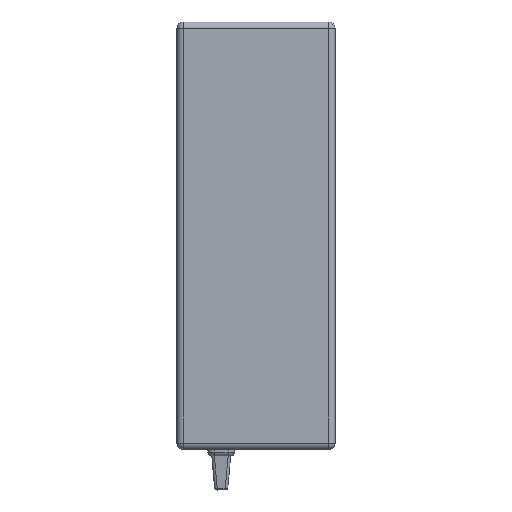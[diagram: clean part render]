
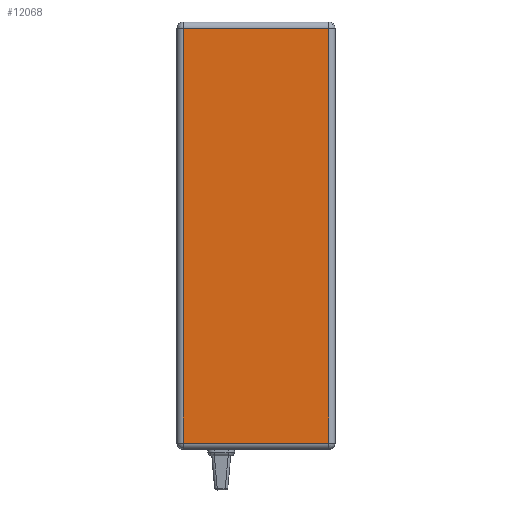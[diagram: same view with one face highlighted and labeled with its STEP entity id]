
A CAD part, top view. The second image highlights one B-rep face of the part: STEP entity #12068.
In plain terms, the highlighted planar face has unit normal (0, 0, 1).
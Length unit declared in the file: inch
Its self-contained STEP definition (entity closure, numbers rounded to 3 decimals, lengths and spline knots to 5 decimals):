
#1254=FACE_OUTER_BOUND('',#1898,.T.);
#1898=EDGE_LOOP('',(#7996,#7997,#7998,#7999));
#2578=LINE('',#17667,#3670);
#2590=LINE('',#17700,#3682);
#2591=LINE('',#17702,#3683);
#2592=LINE('',#17703,#3684);
#3670=VECTOR('',#14097,0.90551);
#3682=VECTOR('',#14129,2.58268);
#3683=VECTOR('',#14130,2.58268);
#3684=VECTOR('',#14131,0.90551);
#4764=VERTEX_POINT('',#17663);
#4765=VERTEX_POINT('',#17665);
#4776=VERTEX_POINT('',#17699);
#4777=VERTEX_POINT('',#17701);
#6065=EDGE_CURVE('',#4764,#4765,#2578,.T.);
#6081=EDGE_CURVE('',#4776,#4764,#2590,.T.);
#6082=EDGE_CURVE('',#4765,#4777,#2591,.T.);
#6083=EDGE_CURVE('',#4777,#4776,#2592,.T.);
#7996=ORIENTED_EDGE('',*,*,#6081,.T.);
#7997=ORIENTED_EDGE('',*,*,#6065,.T.);
#7998=ORIENTED_EDGE('',*,*,#6082,.T.);
#7999=ORIENTED_EDGE('',*,*,#6083,.T.);
#11760=PLANE('',#12848);
#12068=ADVANCED_FACE('',(#1254),#11760,.T.);
#12848=AXIS2_PLACEMENT_3D('',#17698,#14127,#14128);
#14097=DIRECTION('',(1.,0.,0.));
#14127=DIRECTION('center_axis',(0.,0.,1.));
#14128=DIRECTION('ref_axis',(1.,0.,0.));
#14129=DIRECTION('',(0.,-1.,0.));
#14130=DIRECTION('',(0.,1.,0.));
#14131=DIRECTION('',(-1.,0.,0.));
#17663=CARTESIAN_POINT('',(-0.45276,-1.24016,0.45276));
#17665=CARTESIAN_POINT('',(0.45276,-1.24016,0.45276));
#17667=CARTESIAN_POINT('',(-0.45276,-1.24016,0.45276));
#17698=CARTESIAN_POINT('Origin',(0.,0.,0.45276));
#17699=CARTESIAN_POINT('',(-0.45276,1.34252,0.45276));
#17700=CARTESIAN_POINT('',(-0.45276,1.34252,0.45276));
#17701=CARTESIAN_POINT('',(0.45276,1.34252,0.45276));
#17702=CARTESIAN_POINT('',(0.45276,-1.24016,0.45276));
#17703=CARTESIAN_POINT('',(0.45276,1.34252,0.45276));
